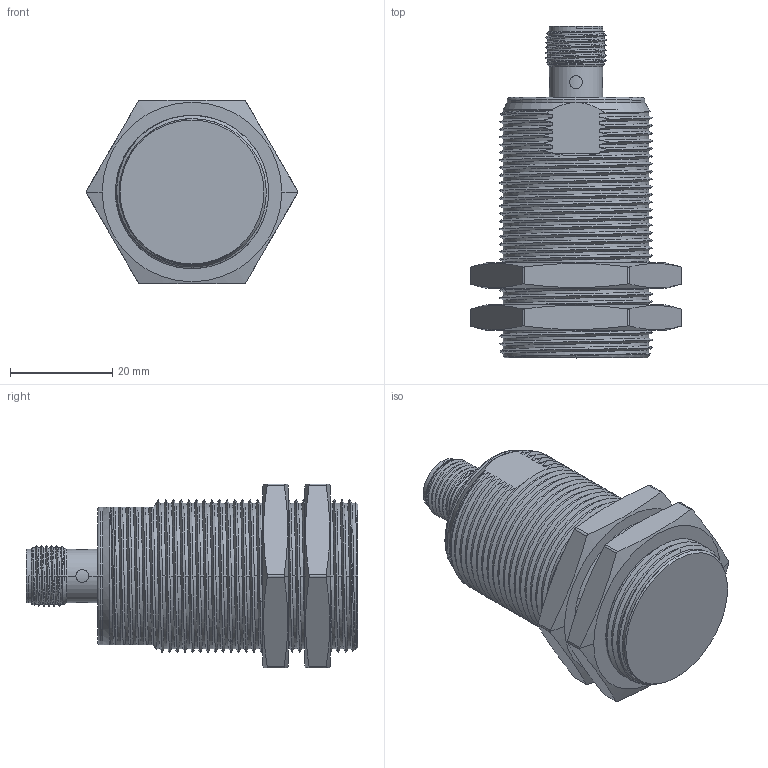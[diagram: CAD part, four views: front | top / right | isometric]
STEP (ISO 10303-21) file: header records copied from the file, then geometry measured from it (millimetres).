
FILE_DESCRIPTION (( 'STEP AP214' ), '1' );
FILE_NAME ('ZG30纯齐插件（P4-032图1，总长65mm）.STEP', '2024-10-11T05:21:29', ( '' ), ( '' ), 'SwSTEP 2.0', 'SolidWorks 2023', '' );
FILE_SCHEMA (( 'AUTOMOTIVE_DESIGN' ));
Length unit declared in the file: millimetre
Products named in the file (4): G30X50FI-Q12-Q01010192A0_4.stp; ZG30纯齐插件（P4-032图1，总长65mm）.stp; ZG30纯齐插件（P4-032图1，总长65mm）; G30-3_17.stp
Assembly tree (4 placements, depth 3):
  ZG30纯齐插件（P4-032图1，总长65mm）
    ZG30纯齐插件（P4-032图1，总长65mm）.stp
      G30X50FI-Q12-Q01010192A0_4.stp
      G30-3_17.stp  x2
Bounding box: 41.41 x 65 x 36 mm (x, y, z)
Volume: 38718.4 mm3; surface area: 13545.8 mm2
Topology: 3 solids, 4 shells, 270 faces, 712 edges, 459 vertices
Faces by surface type: cylinder 141, bspline 57, plane 34, cone 32, torus 6
Entity records: 33348 total; most frequent: CARTESIAN_POINT 27846, ORIENTED_EDGE 1316, DIRECTION 822, EDGE_CURVE 658, VERTEX_POINT 423, B_SPLINE_CURVE_WITH_KNOTS 356, AXIS2_PLACEMENT_3D 319, EDGE_LOOP 263
